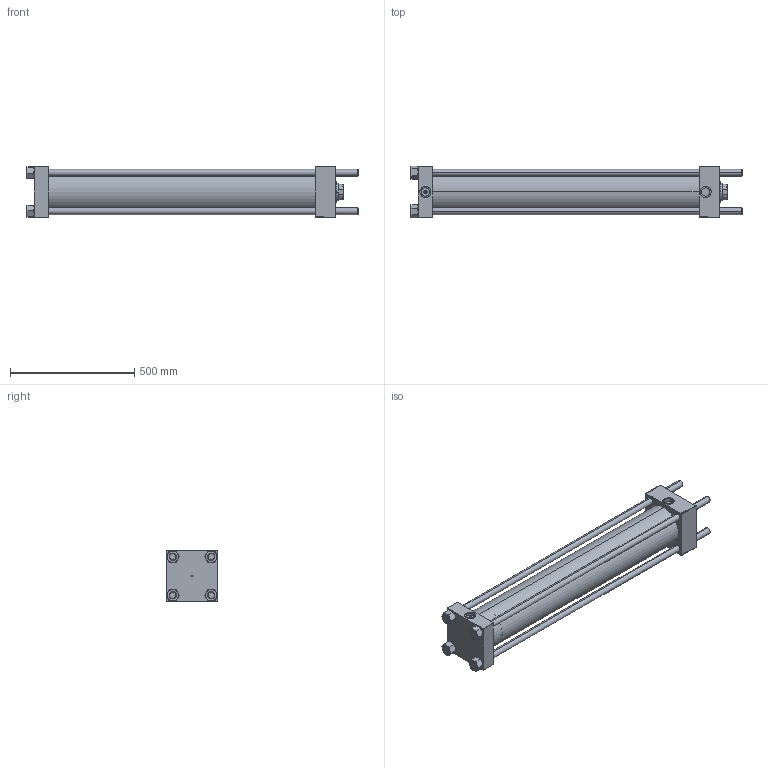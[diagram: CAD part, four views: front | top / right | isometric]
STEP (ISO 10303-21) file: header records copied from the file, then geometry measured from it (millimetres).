
FILE_DESCRIPTION (( 'STEP AP203' ), '1' );
FILE_NAME ('d0e2.STEP', '2023-08-23T04:34:23', ( '' ), ( '' ), 'SwSTEP 2.0', 'SolidWorks 2019', '' );
FILE_SCHEMA (( 'CONFIG_CONTROL_DESIGN' ));
Length unit declared in the file: millimetre
Products named in the file (6): V215CR_B_TYCINKA 78240eff147e11e287ef16e288e86a39; d0e2; V215_VC_A 78240eff147e11e287ef16e288e86a39; V215CR_B-1 78240eff147e11e287ef16e288e86a39; V215CR_VCP_B 78240eff147e11e287ef16e288e86a39; NUT_M5_B 78240eff147e11e287ef16e288e86a39
Assembly tree (11 placements, depth 2):
  d0e2
    V215CR_B-1 78240eff147e11e287ef16e288e86a39
    V215CR_VCP_B 78240eff147e11e287ef16e288e86a39
    NUT_M5_B 78240eff147e11e287ef16e288e86a39  x4
    V215CR_B_TYCINKA 78240eff147e11e287ef16e288e86a39  x4
    V215_VC_A 78240eff147e11e287ef16e288e86a39
Bounding box: 1336 x 207.94 x 205 mm (x, y, z)
Volume: 15274101.1 mm3; surface area: 2305535.3 mm2
Topology: 11 solids, 11 shells, 1206 faces, 3090 edges, 2015 vertices
Faces by surface type: bspline 504, plane 480, cone 136, cylinder 78, torus 8
Entity records: 57274 total; most frequent: CARTESIAN_POINT 34128, ORIENTED_EDGE 5444, DIRECTION 2998, EDGE_CURVE 2722, VERTEX_POINT 1793, LINE 1464, VECTOR 1464, EDGE_LOOP 1175
